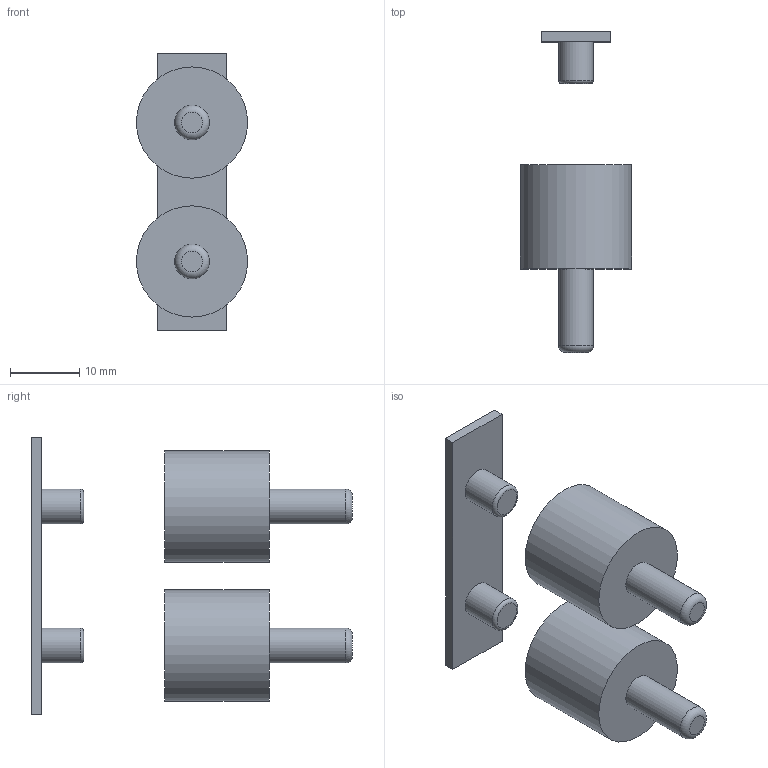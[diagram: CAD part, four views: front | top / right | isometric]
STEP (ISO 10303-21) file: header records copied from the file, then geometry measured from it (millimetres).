
FILE_DESCRIPTION( ( 'Unknown' ), '1' );
FILE_SCHEMA( ( 'AUTOMOTIVE_DESIGN { 1 0 10303 214 1 1 1 1 }' ) );
Length unit declared in the file: millimetre
Products named in the file (3): SAV_EOS_ANTIVIB-3DSOLID_2083
Bounding box: 16 x 46.19 x 40 mm (x, y, z)
Volume: 7177.1 mm3; surface area: 3939 mm2
Topology: 3 solids, 3 shells, 30 faces, 53 edges, 35 vertices
Faces by surface type: plane 16, cylinder 8, torus 6
Full cylindrical faces by diameter (mm): 4.134 x2, 5 x4, 16 x2
Entity records: 892 total; most frequent: DIRECTION 122, CARTESIAN_POINT 97, ORIENTED_EDGE 68, AXIS2_PLACEMENT_3D 55, EDGE_LOOP 50, FACE_OUTER_BOUND 44, EDGE_CURVE 34, STYLED_ITEM 30
